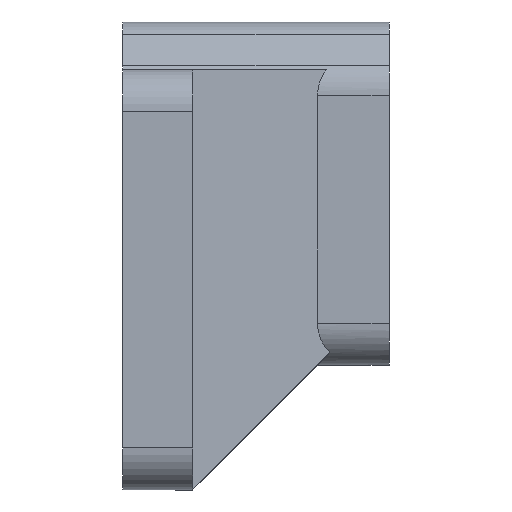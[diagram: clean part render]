
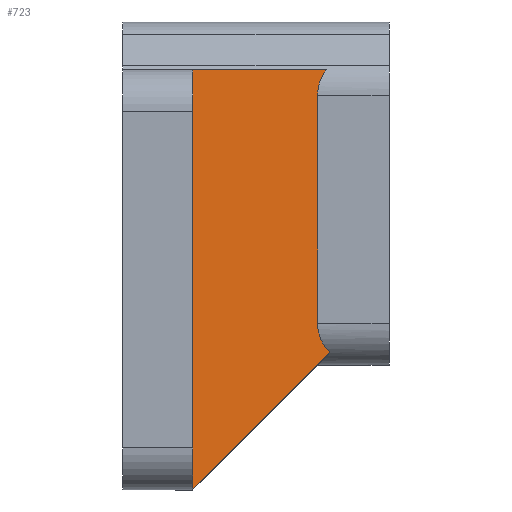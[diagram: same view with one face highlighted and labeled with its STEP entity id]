
A CAD part, left-side view. The second image highlights one B-rep face of the part: STEP entity #723.
In plain terms, the highlighted planar face has unit normal (-0.707, -0.707, 0).
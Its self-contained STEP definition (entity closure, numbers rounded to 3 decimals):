
#35=PLANE('',#807);
#70=FACE_OUTER_BOUND('',#117,.T.);
#117=EDGE_LOOP('',(#605,#606,#607,#608,#609,#610));
#139=ELLIPSE('',#785,4.243,3.);
#140=ELLIPSE('',#787,4.243,3.);
#191=LINE('',#1207,#260);
#194=LINE('',#1212,#263);
#195=LINE('',#1213,#264);
#196=LINE('',#1214,#265);
#260=VECTOR('',#981,10.);
#263=VECTOR('',#986,10.);
#264=VECTOR('',#987,10.);
#265=VECTOR('',#988,10.);
#350=VERTEX_POINT('',#1147);
#351=VERTEX_POINT('',#1149);
#352=VERTEX_POINT('',#1153);
#353=VERTEX_POINT('',#1155);
#368=VERTEX_POINT('',#1206);
#369=VERTEX_POINT('',#1211);
#427=EDGE_CURVE('',#350,#351,#139,.F.);
#430=EDGE_CURVE('',#353,#352,#140,.T.);
#455=EDGE_CURVE('',#353,#368,#191,.T.);
#458=EDGE_CURVE('',#369,#350,#194,.F.);
#459=EDGE_CURVE('',#369,#368,#195,.T.);
#460=EDGE_CURVE('',#352,#351,#196,.T.);
#605=ORIENTED_EDGE('',*,*,#458,.F.);
#606=ORIENTED_EDGE('',*,*,#459,.T.);
#607=ORIENTED_EDGE('',*,*,#455,.F.);
#608=ORIENTED_EDGE('',*,*,#430,.T.);
#609=ORIENTED_EDGE('',*,*,#460,.T.);
#610=ORIENTED_EDGE('',*,*,#427,.F.);
#723=ADVANCED_FACE('',(#70),#35,.T.);
#785=AXIS2_PLACEMENT_3D('',#1150,#919,#920);
#787=AXIS2_PLACEMENT_3D('',#1156,#925,#926);
#807=AXIS2_PLACEMENT_3D('',#1210,#984,#985);
#919=DIRECTION('center_axis',(0.707,0.707,0.));
#920=DIRECTION('ref_axis',(-0.707,0.707,0.));
#925=DIRECTION('center_axis',(0.707,0.707,0.));
#926=DIRECTION('ref_axis',(-0.707,0.707,0.));
#981=DIRECTION('',(-0.577,0.577,-0.577));
#984=DIRECTION('center_axis',(-0.707,-0.707,0.));
#985=DIRECTION('ref_axis',(0.,0.,1.));
#986=DIRECTION('',(-0.707,0.707,0.));
#987=DIRECTION('',(0.,0.,-1.));
#988=DIRECTION('',(0.,0.,1.));
#1147=CARTESIAN_POINT('',(16.883,-14.533,30.));
#1149=CARTESIAN_POINT('',(16.25,-13.9,28.157));
#1150=CARTESIAN_POINT('Origin',(19.25,-16.9,28.157));
#1153=CARTESIAN_POINT('',(16.25,-13.9,11.9));
#1155=CARTESIAN_POINT('',(17.129,-14.779,9.779));
#1156=CARTESIAN_POINT('Origin',(19.25,-16.9,11.9));
#1206=CARTESIAN_POINT('',(7.35,-5.,0.));
#1207=CARTESIAN_POINT('',(16.563,-14.213,9.213));
#1210=CARTESIAN_POINT('Origin',(11.8,-9.45,24.2));
#1211=CARTESIAN_POINT('',(7.35,-5.,30.));
#1212=CARTESIAN_POINT('',(18.988,-16.638,30.));
#1213=CARTESIAN_POINT('',(7.35,-5.,24.2));
#1214=CARTESIAN_POINT('',(16.25,-13.9,24.2));
